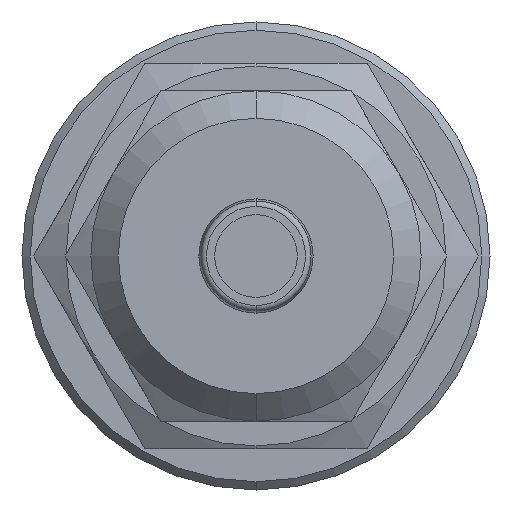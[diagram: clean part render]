
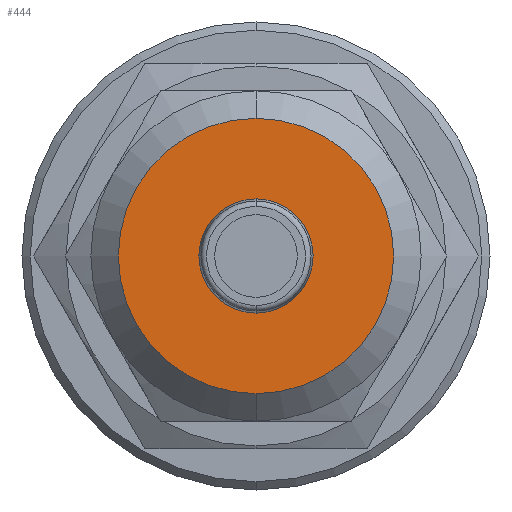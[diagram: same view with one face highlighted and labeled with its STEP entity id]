
A CAD part, front view. The second image highlights one B-rep face of the part: STEP entity #444.
In plain terms, the highlighted planar face has unit normal (0, -1, 0).
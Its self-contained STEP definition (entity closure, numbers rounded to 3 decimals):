
#107 = AXIS2_PLACEMENT_3D ( 'NONE', #1063, #1064, #1065 ) ;
#138 = CIRCLE ( 'NONE', #107, 5. ) ;
#285 = EDGE_CURVE ( 'NONE', #1594, #1595, #138, .T. ) ;
#310 = EDGE_CURVE ( 'NONE', #1571, #1572, #499, .T. ) ;
#404 = EDGE_CURVE ( 'NONE', #1572, #1571, #570, .T. ) ;
#405 = EDGE_CURVE ( 'NONE', #1595, #1594, #572, .T. ) ;
#444 = ADVANCED_FACE ( 'NONE', ( #2020, #2021 ), #2653, .T. ) ;
#497 = AXIS2_PLACEMENT_3D ( 'NONE', #1148, #1149, #1150 ) ;
#499 = CIRCLE ( 'NONE', #497, 2.075 ) ;
#570 = CIRCLE ( 'NONE', #577, 2.075 ) ;
#572 = CIRCLE ( 'NONE', #578, 5. ) ;
#577 = AXIS2_PLACEMENT_3D ( 'NONE', #937, #938, #939 ) ;
#578 = AXIS2_PLACEMENT_3D ( 'NONE', #940, #941, #942 ) ;
#618 = AXIS2_PLACEMENT_3D ( 'NONE', #2654, #2655, #2656 ) ;
#937 = CARTESIAN_POINT ( 'NONE',  ( 0., -24., 0. ) ) ;
#938 = DIRECTION ( 'NONE',  ( 0., -1., 0. ) ) ;
#939 = DIRECTION ( 'NONE',  ( 0., 0., -1. ) ) ;
#940 = CARTESIAN_POINT ( 'NONE',  ( 0., -24., 0. ) ) ;
#941 = DIRECTION ( 'NONE',  ( 0., 1., 0. ) ) ;
#942 = DIRECTION ( 'NONE',  ( 0., 0., -1. ) ) ;
#1063 = CARTESIAN_POINT ( 'NONE',  ( 0., -24., 0. ) ) ;
#1064 = DIRECTION ( 'NONE',  ( 0., 1., 0. ) ) ;
#1065 = DIRECTION ( 'NONE',  ( 0., 0., -1. ) ) ;
#1148 = CARTESIAN_POINT ( 'NONE',  ( 0., -24., 0. ) ) ;
#1149 = DIRECTION ( 'NONE',  ( 0., -1., 0. ) ) ;
#1150 = DIRECTION ( 'NONE',  ( 0., 0., -1. ) ) ;
#1521 = ORIENTED_EDGE ( 'NONE', *, *, #405, .F. ) ;
#1522 = ORIENTED_EDGE ( 'NONE', *, *, #310, .F. ) ;
#1524 = ORIENTED_EDGE ( 'NONE', *, *, #404, .F. ) ;
#1526 = ORIENTED_EDGE ( 'NONE', *, *, #285, .F. ) ;
#1571 = VERTEX_POINT ( 'NONE', #2714 ) ;
#1572 = VERTEX_POINT ( 'NONE', #2715 ) ;
#1594 = VERTEX_POINT ( 'NONE', #2733 ) ;
#1595 = VERTEX_POINT ( 'NONE', #2734 ) ;
#2020 = FACE_BOUND ( 'NONE', #2073, .T. ) ;
#2021 = FACE_OUTER_BOUND ( 'NONE', #2072, .T. ) ;
#2072 = EDGE_LOOP ( 'NONE', ( #1526, #1521 ) ) ;
#2073 = EDGE_LOOP ( 'NONE', ( #1524, #1522 ) ) ;
#2653 = PLANE ( 'NONE',  #618 ) ;
#2654 = CARTESIAN_POINT ( 'NONE',  ( 2., -24., 0. ) ) ;
#2655 = DIRECTION ( 'NONE',  ( 0., -1., 0. ) ) ;
#2656 = DIRECTION ( 'NONE',  ( 0., 0., -1. ) ) ;
#2714 = CARTESIAN_POINT ( 'NONE',  ( 0., -24., -2.075 ) ) ;
#2715 = CARTESIAN_POINT ( 'NONE',  ( 0., -24., 2.075 ) ) ;
#2733 = CARTESIAN_POINT ( 'NONE',  ( 0., -24., -5. ) ) ;
#2734 = CARTESIAN_POINT ( 'NONE',  ( 0., -24., 5. ) ) ;
